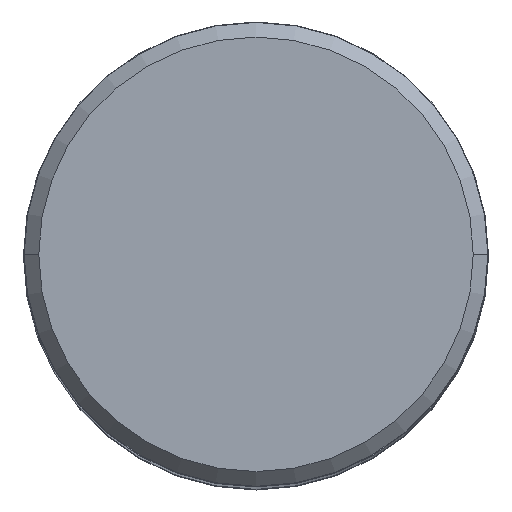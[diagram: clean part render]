
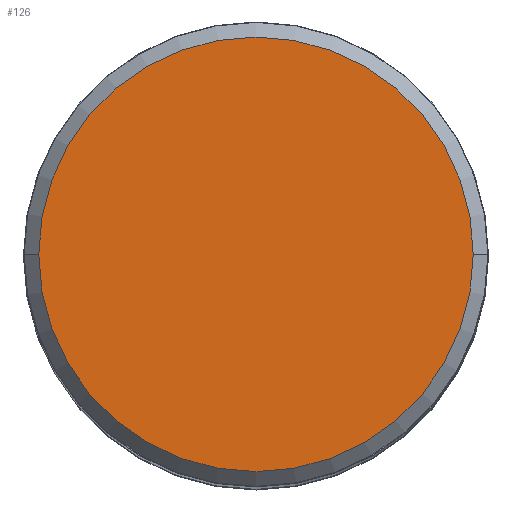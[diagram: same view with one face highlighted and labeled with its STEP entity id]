
A CAD part, top view. The second image highlights one B-rep face of the part: STEP entity #126.
In plain terms, the highlighted planar face has unit normal (0, 0, 1).
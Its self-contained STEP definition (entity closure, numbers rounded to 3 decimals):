
#44=PLANE('',#1105);
#126=ADVANCED_FACE('',(#193),#44,.F.);
#193=FACE_OUTER_BOUND('',#253,.T.);
#253=EDGE_LOOP('',(#399,#400));
#399=ORIENTED_EDGE('',*,*,#647,.T.);
#400=ORIENTED_EDGE('',*,*,#648,.T.);
#557=VERTEX_POINT('',#1744);
#558=VERTEX_POINT('',#1745);
#647=EDGE_CURVE('',#557,#558,#770,.T.);
#648=EDGE_CURVE('',#558,#557,#771,.T.);
#770=CIRCLE('',#1103,14.836);
#771=CIRCLE('',#1104,14.836);
#1103=AXIS2_PLACEMENT_3D('',#1743,#1380,#1381);
#1104=AXIS2_PLACEMENT_3D('',#1746,#1382,#1383);
#1105=AXIS2_PLACEMENT_3D('',#1747,#1384,#1385);
#1380=DIRECTION('',(0.,0.,1.));
#1381=DIRECTION('',(-1.,0.,0.));
#1382=DIRECTION('',(0.,0.,1.));
#1383=DIRECTION('',(1.,0.,0.));
#1384=DIRECTION('',(0.,0.,-1.));
#1385=DIRECTION('',(1.,0.,0.));
#1743=CARTESIAN_POINT('',(0.,0.,0.));
#1744=CARTESIAN_POINT('',(-14.836,0.,0.));
#1745=CARTESIAN_POINT('',(14.836,0.,0.));
#1746=CARTESIAN_POINT('',(0.,0.,0.));
#1747=CARTESIAN_POINT('',(0.,0.,0.));
